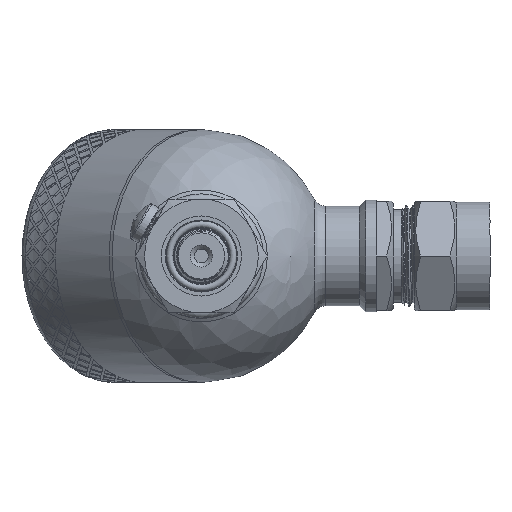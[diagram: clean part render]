
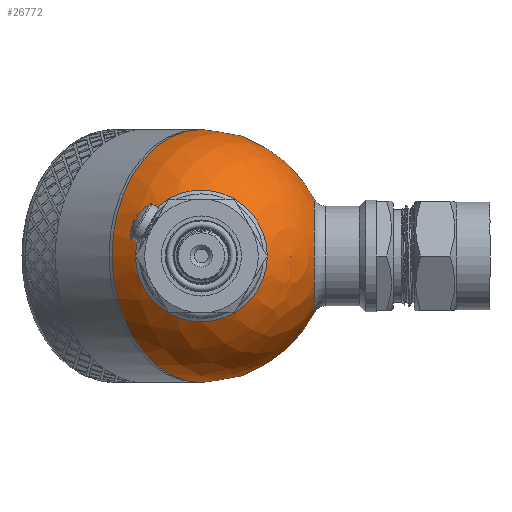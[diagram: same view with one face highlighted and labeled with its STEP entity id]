
A CAD part, left-side view. The second image highlights one B-rep face of the part: STEP entity #26772.
In plain terms, the highlighted spherical face has radius 30 mm.
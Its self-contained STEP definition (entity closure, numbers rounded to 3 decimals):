
#43=SPHERICAL_SURFACE('',#27906,30.);
#337=FACE_BOUND('',#5044,.T.);
#338=FACE_BOUND('',#5045,.T.);
#3185=FACE_OUTER_BOUND('',#5043,.T.);
#5043=EDGE_LOOP('',(#24306,#24307,#24308,#24309));
#5044=EDGE_LOOP('',(#24310));
#5045=EDGE_LOOP('',(#24311));
#5550=CIRCLE('',#27903,15.643);
#5553=CIRCLE('',#27907,30.);
#5554=CIRCLE('',#27908,30.);
#5555=CIRCLE('',#27909,30.);
#5556=CIRCLE('',#27910,13.5);
#12502=VERTEX_POINT('',#65796);
#12504=VERTEX_POINT('',#65802);
#12505=VERTEX_POINT('',#65803);
#12506=VERTEX_POINT('',#65805);
#12507=VERTEX_POINT('',#65808);
#16471=EDGE_CURVE('',#12502,#12502,#5550,.T.);
#16474=EDGE_CURVE('',#12504,#12505,#5553,.T.);
#16475=EDGE_CURVE('',#12504,#12506,#5554,.T.);
#16476=EDGE_CURVE('',#12505,#12504,#5555,.T.);
#16477=EDGE_CURVE('',#12507,#12507,#5556,.T.);
#24306=ORIENTED_EDGE('',*,*,#16474,.F.);
#24307=ORIENTED_EDGE('',*,*,#16475,.T.);
#24308=ORIENTED_EDGE('',*,*,#16475,.F.);
#24309=ORIENTED_EDGE('',*,*,#16476,.F.);
#24310=ORIENTED_EDGE('',*,*,#16471,.F.);
#24311=ORIENTED_EDGE('',*,*,#16477,.F.);
#26772=ADVANCED_FACE('',(#3185,#337,#338),#43,.T.);
#27903=AXIS2_PLACEMENT_3D('',#65797,#30701,#30702);
#27906=AXIS2_PLACEMENT_3D('',#65801,#30707,#30708);
#27907=AXIS2_PLACEMENT_3D('',#65804,#30709,#30710);
#27908=AXIS2_PLACEMENT_3D('',#65806,#30711,#30712);
#27909=AXIS2_PLACEMENT_3D('',#65807,#30713,#30714);
#27910=AXIS2_PLACEMENT_3D('',#65809,#30715,#30716);
#30701=DIRECTION('center_axis',(-0.707,0.,0.707));
#30702=DIRECTION('ref_axis',(0.707,0.,0.707));
#30707=DIRECTION('center_axis',(1.,0.,0.));
#30708=DIRECTION('ref_axis',(0.,-1.,0.));
#30709=DIRECTION('center_axis',(1.,0.,0.));
#30710=DIRECTION('ref_axis',(0.,1.,0.));
#30711=DIRECTION('center_axis',(0.,0.,1.));
#30712=DIRECTION('ref_axis',(0.,1.,0.));
#30713=DIRECTION('center_axis',(1.,0.,0.));
#30714=DIRECTION('ref_axis',(0.,1.,0.));
#30715=DIRECTION('center_axis',(-0.707,0.,-0.707));
#30716=DIRECTION('ref_axis',(-0.707,0.,0.707));
#65796=CARTESIAN_POINT('',(-29.162,0.,7.04));
#65797=CARTESIAN_POINT('Origin',(-18.101,0.,18.101));
#65801=CARTESIAN_POINT('Origin',(0.,0.,0.));
#65802=CARTESIAN_POINT('',(0.,30.,0.));
#65803=CARTESIAN_POINT('',(0.,-30.,0.));
#65804=CARTESIAN_POINT('Origin',(0.,0.,0.));
#65805=CARTESIAN_POINT('',(-30.,0.,0.));
#65806=CARTESIAN_POINT('Origin',(0.,0.,0.));
#65807=CARTESIAN_POINT('Origin',(0.,0.,0.));
#65808=CARTESIAN_POINT('',(-9.398,0.,-28.49));
#65809=CARTESIAN_POINT('Origin',(-18.944,0.,-18.944));
